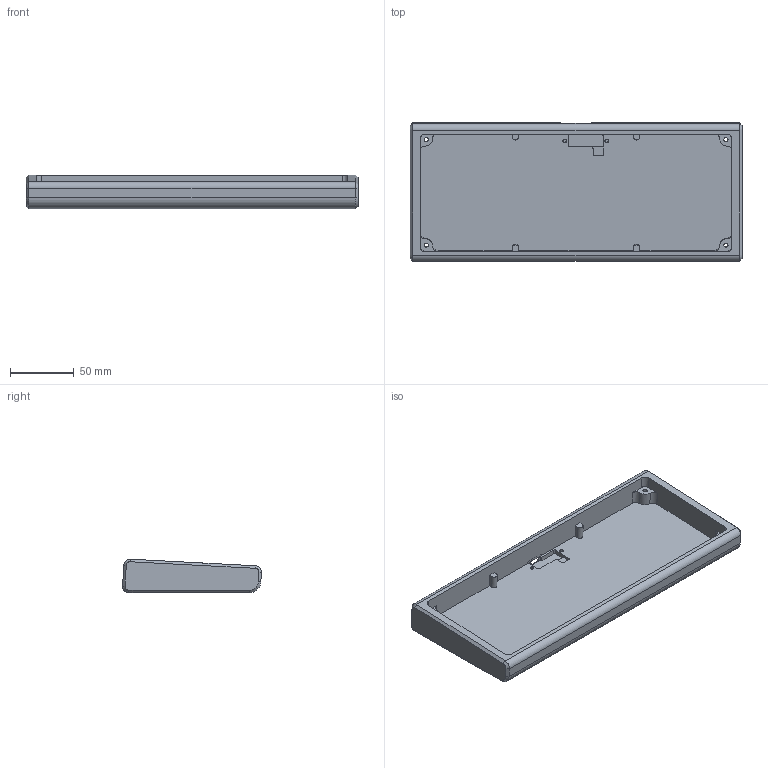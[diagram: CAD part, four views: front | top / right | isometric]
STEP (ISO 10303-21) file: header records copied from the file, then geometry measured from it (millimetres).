
FILE_DESCRIPTION(/* description */ (''),/* implementation_level */ '2;1');
FILE_NAME(/* name */ 'SK-Ortho48v2 Outer Case.step',/* time_stamp */ '2026-01-16T22:46:19-08:00',/* author */ (''),/* organization */ (''),/* preprocessor_version */ 'ST-DEVELOPER v20.1',/* originating_system */ 'Autodesk Translation Framework v14.21.0.0',/* authorisation */ '');
FILE_SCHEMA (('AUTOMOTIVE_DESIGN { 1 0 10303 214 3 1 1 }'));
Length unit declared in the file: millimetre
Products named in the file (1): Ortho 48 Case v2
Bounding box: 260.6 x 108.91 x 26.37 mm (x, y, z)
Volume: 210622.8 mm3; surface area: 85642 mm2
Topology: 1 solids, 1 shells, 169 faces, 436 edges, 279 vertices
Faces by surface type: plane 81, cylinder 60, bspline 20, cone 8
Full cylindrical faces by diameter (mm): 2.8 x2, 3.3 x4, 6 x4
Entity records: 5521 total; most frequent: CARTESIAN_POINT 1351, ORIENTED_EDGE 872, DIRECTION 824, EDGE_CURVE 436, VERTEX_POINT 279, AXIS2_PLACEMENT_3D 278, LINE 268, VECTOR 268
